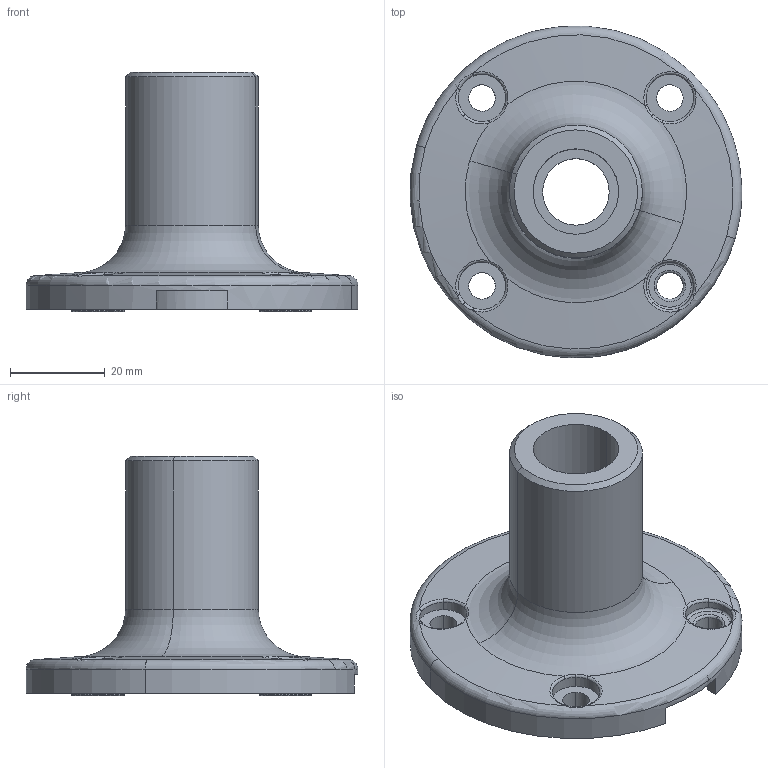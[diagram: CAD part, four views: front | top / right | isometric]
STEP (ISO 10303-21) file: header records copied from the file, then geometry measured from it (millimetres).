
FILE_DESCRIPTION (( 'STEP AP203' ), '1' );
FILE_NAME ('SZ18.STP', '2021-01-20T10:38:34', ( '' ), ( '' ), 'SwSTEP 2.0', 'SolidWorks 2019', '' );
FILE_SCHEMA (( 'CONFIG_CONTROL_DESIGN' ));
Length unit declared in the file: millimetre
Products named in the file (1): SZ18
Bounding box: 69.96 x 69.94 x 50.5 mm (x, y, z)
Volume: 28287.4 mm3; surface area: 17622.2 mm2
Topology: 1 solids, 1 shells, 168 faces, 469 edges, 302 vertices
Faces by surface type: cylinder 60, bspline 41, torus 33, plane 19, cone 10, sphere 5
Entity records: 13896 total; most frequent: CARTESIAN_POINT 10549, ORIENTED_EDGE 934, EDGE_CURVE 467, B_SPLINE_CURVE_WITH_KNOTS 436, VERTEX_POINT 302, DIRECTION 282, EDGE_LOOP 179, FACE_OUTER_BOUND 168
